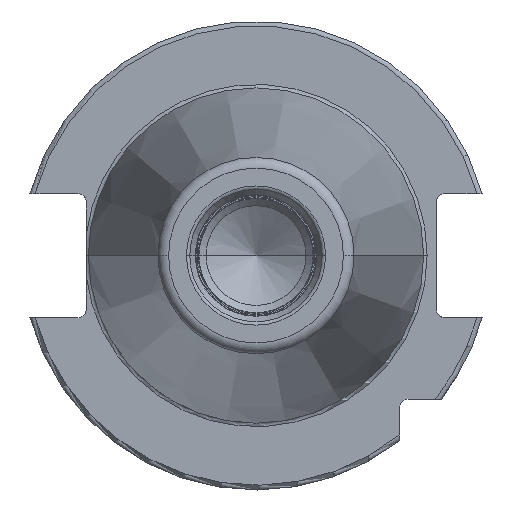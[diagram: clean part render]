
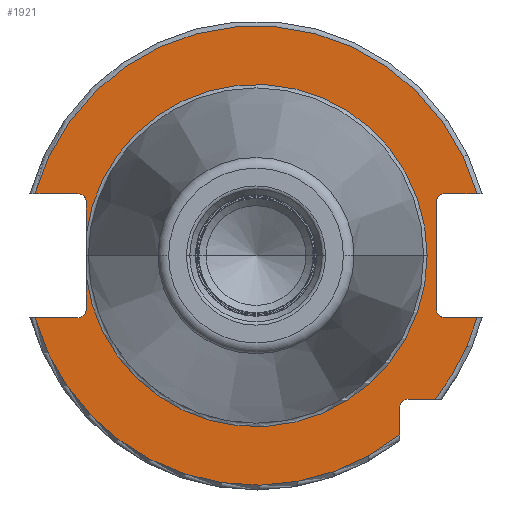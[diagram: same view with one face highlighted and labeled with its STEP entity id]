
A CAD part, left-side view. The second image highlights one B-rep face of the part: STEP entity #1921.
In plain terms, the highlighted planar face has unit normal (-1, 0, 0).
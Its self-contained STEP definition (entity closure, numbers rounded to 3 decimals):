
#105=CARTESIAN_POINT('',(3.2,35.3,-4.415));
#117=CARTESIAN_POINT('',(3.2,0.,0.));
#118=DIRECTION('',(-1.,0.,0.));
#119=DIRECTION('',(0.,0.992,-0.124));
#120=AXIS2_PLACEMENT_3D('',#117,#118,#119);
#126=CARTESIAN_POINT('',(3.2,37.05,-11.15));
#127=DIRECTION('',(1.,0.,0.));
#128=DIRECTION('',(0.,-1.,0.));
#129=AXIS2_PLACEMENT_3D('',#126,#127,#128);
#135=DIRECTION('',(0.,1.,0.));
#136=VECTOR('',#135,6.711);
#137=CARTESIAN_POINT('',(3.2,-45.961,12.9));
#138=LINE('',#137,#136);
#139=DIRECTION('',(0.,0.,1.));
#140=VECTOR('',#139,22.3);
#141=CARTESIAN_POINT('',(3.2,-37.5,-11.15));
#142=LINE('',#141,#140);
#143=DIRECTION('',(0.,1.,0.));
#144=VECTOR('',#143,6.711);
#145=CARTESIAN_POINT('',(3.2,-45.961,-12.9));
#146=LINE('',#145,#144);
#147=CARTESIAN_POINT('',(3.2,0.,0.));
#148=DIRECTION('',(-1.,0.,0.));
#149=DIRECTION('',(0.,-0.78,-0.625));
#150=AXIS2_PLACEMENT_3D('',#147,#148,#149);
#152=DIRECTION('',(0.,-1.,0.));
#153=VECTOR('',#152,5.654);
#154=CARTESIAN_POINT('',(3.2,-31.6,-29.85));
#155=LINE('',#154,#153);
#156=DIRECTION('',(0.,0.,1.));
#157=VECTOR('',#156,5.654);
#158=CARTESIAN_POINT('',(3.2,-29.85,-37.254));
#159=LINE('',#158,#157);
#160=CARTESIAN_POINT('',(3.2,0.,0.));
#161=DIRECTION('',(-1.,0.,0.));
#162=DIRECTION('',(0.,0.963,-0.27));
#163=AXIS2_PLACEMENT_3D('',#160,#161,#162);
#165=DIRECTION('',(0.,-1.,0.));
#166=VECTOR('',#165,8.911);
#167=CARTESIAN_POINT('',(3.2,45.961,-12.9));
#168=LINE('',#167,#166);
#169=DIRECTION('',(0.,0.,-1.));
#170=VECTOR('',#169,6.735);
#171=CARTESIAN_POINT('',(3.2,35.3,-4.415));
#172=LINE('',#171,#170);
#173=DIRECTION('',(0.,0.,-1.));
#174=VECTOR('',#173,6.735);
#175=CARTESIAN_POINT('',(3.2,35.3,11.15));
#176=LINE('',#175,#174);
#177=DIRECTION('',(0.,-1.,0.));
#178=VECTOR('',#177,8.911);
#179=CARTESIAN_POINT('',(3.2,45.961,12.9));
#180=LINE('',#179,#178);
#181=CARTESIAN_POINT('',(3.2,0.,0.));
#182=DIRECTION('',(1.,0.,0.));
#183=DIRECTION('',(0.,0.963,0.27));
#184=AXIS2_PLACEMENT_3D('',#181,#182,#183);
#196=CARTESIAN_POINT('',(3.2,-39.25,11.15));
#197=DIRECTION('',(1.,0.,0.));
#198=DIRECTION('',(0.,1.,0.));
#199=AXIS2_PLACEMENT_3D('',#196,#197,#198);
#441=CARTESIAN_POINT('',(3.2,45.961,-12.9));
#476=CARTESIAN_POINT('',(3.2,-45.961,-12.9));
#483=CARTESIAN_POINT('',(3.2,-37.254,-29.85));
#503=CARTESIAN_POINT('',(3.2,-31.6,-31.6));
#504=DIRECTION('',(1.,0.,0.));
#505=DIRECTION('',(0.,1.,0.));
#506=AXIS2_PLACEMENT_3D('',#503,#504,#505);
#587=CARTESIAN_POINT('',(3.2,37.05,11.15));
#588=DIRECTION('',(1.,0.,0.));
#589=DIRECTION('',(0.,0.,1.));
#590=AXIS2_PLACEMENT_3D('',#587,#588,#589);
#673=CARTESIAN_POINT('',(3.2,45.961,12.9));
#680=CARTESIAN_POINT('',(3.2,-45.961,12.9));
#965=CARTESIAN_POINT('',(3.2,-39.25,-11.15));
#966=DIRECTION('',(1.,0.,0.));
#967=DIRECTION('',(0.,0.,-1.));
#968=AXIS2_PLACEMENT_3D('',#965,#966,#967);
#1166=CARTESIAN_POINT('',(3.2,35.3,4.415));
#1177=CARTESIAN_POINT('',(3.2,0.,0.));
#1178=DIRECTION('',(1.,0.,0.));
#1179=DIRECTION('',(0.,0.992,0.124));
#1180=AXIS2_PLACEMENT_3D('',#1177,#1178,#1179);
#1400=CARTESIAN_POINT('',(3.2,-35.575,0.));
#1402=VERTEX_POINT('',#1400);
#1526=VERTEX_POINT('',#1166);
#1528=VERTEX_POINT('',#105);
#1531=VERTEX_POINT('',#673);
#1532=VERTEX_POINT('',#680);
#1535=VERTEX_POINT('',#441);
#1536=VERTEX_POINT('',#476);
#1559=CARTESIAN_POINT('',(3.2,-29.85,-37.254));
#1560=VERTEX_POINT('',#1559);
#1562=CARTESIAN_POINT('',(3.2,-39.25,-12.9));
#1564=VERTEX_POINT('',#1562);
#1566=CARTESIAN_POINT('',(3.2,-39.25,12.9));
#1568=VERTEX_POINT('',#1566);
#1569=CARTESIAN_POINT('',(3.2,37.05,12.9));
#1570=VERTEX_POINT('',#1569);
#1571=CARTESIAN_POINT('',(3.2,35.3,11.15));
#1572=VERTEX_POINT('',#1571);
#1573=CARTESIAN_POINT('',(3.2,35.3,-11.15));
#1574=VERTEX_POINT('',#1573);
#1575=CARTESIAN_POINT('',(3.2,37.05,-12.9));
#1576=VERTEX_POINT('',#1575);
#1577=CARTESIAN_POINT('',(3.2,-37.5,-11.15));
#1578=CARTESIAN_POINT('',(3.2,-37.5,11.15));
#1579=VERTEX_POINT('',#1577);
#1580=VERTEX_POINT('',#1578);
#1585=CARTESIAN_POINT('',(3.2,-29.85,-31.6));
#1586=CARTESIAN_POINT('',(3.2,-31.6,-29.85));
#1587=VERTEX_POINT('',#1585);
#1588=VERTEX_POINT('',#1586);
#1660=VERTEX_POINT('',#483);
#1881=CARTESIAN_POINT('',(3.2,0.,0.));
#1882=DIRECTION('',(1.,0.,0.));
#1883=DIRECTION('',(0.,-1.,0.));
#1884=AXIS2_PLACEMENT_3D('',#1881,#1882,#1883);
#1885=PLANE('',#1884);
#1887=ORIENTED_EDGE('',*,*,#1886,.T.);
#1889=ORIENTED_EDGE('',*,*,#1888,.F.);
#1891=ORIENTED_EDGE('',*,*,#1890,.F.);
#1893=ORIENTED_EDGE('',*,*,#1892,.F.);
#1895=ORIENTED_EDGE('',*,*,#1894,.F.);
#1897=ORIENTED_EDGE('',*,*,#1896,.F.);
#1899=ORIENTED_EDGE('',*,*,#1898,.F.);
#1901=ORIENTED_EDGE('',*,*,#1900,.F.);
#1903=ORIENTED_EDGE('',*,*,#1902,.F.);
#1905=ORIENTED_EDGE('',*,*,#1904,.F.);
#1906=ORIENTED_EDGE('',*,*,#1852,.T.);
#1907=ORIENTED_EDGE('',*,*,#1841,.F.);
#1908=ORIENTED_EDGE('',*,*,#1826,.F.);
#1909=ORIENTED_EDGE('',*,*,#1803,.T.);
#1911=ORIENTED_EDGE('',*,*,#1910,.F.);
#1912=ORIENTED_EDGE('',*,*,#1821,.F.);
#1914=ORIENTED_EDGE('',*,*,#1913,.F.);
#1916=ORIENTED_EDGE('',*,*,#1915,.F.);
#1918=ORIENTED_EDGE('',*,*,#1917,.T.);
#1919=EDGE_LOOP('',(#1887,#1889,#1891,#1893,#1895,#1897,#1899,#1901,#1903,#1905,
#1906,#1907,#1908,#1909,#1911,#1912,#1914,#1916,#1918));
#1920=FACE_OUTER_BOUND('',#1919,.F.);
#1921=ADVANCED_FACE('',(#1920),#1885,.F.);
#121=CIRCLE('',#120,35.575);
#130=CIRCLE('',#129,1.75);
#151=CIRCLE('',#150,47.738);
#164=CIRCLE('',#163,47.738);
#185=CIRCLE('',#184,47.738);
#200=CIRCLE('',#199,1.75);
#507=CIRCLE('',#506,1.75);
#591=CIRCLE('',#590,1.75);
#969=CIRCLE('',#968,1.75);
#1181=CIRCLE('',#1180,35.575);
#1803=EDGE_CURVE('',#1528,#1402,#121,.T.);
#1821=EDGE_CURVE('',#1572,#1526,#176,.T.);
#1826=EDGE_CURVE('',#1528,#1574,#172,.T.);
#1841=EDGE_CURVE('',#1574,#1576,#130,.T.);
#1852=EDGE_CURVE('',#1535,#1576,#168,.T.);
#1886=EDGE_CURVE('',#1532,#1568,#138,.T.);
#1888=EDGE_CURVE('',#1580,#1568,#200,.T.);
#1890=EDGE_CURVE('',#1579,#1580,#142,.T.);
#1892=EDGE_CURVE('',#1564,#1579,#969,.T.);
#1894=EDGE_CURVE('',#1536,#1564,#146,.T.);
#1896=EDGE_CURVE('',#1660,#1536,#151,.T.);
#1898=EDGE_CURVE('',#1588,#1660,#155,.T.);
#1900=EDGE_CURVE('',#1587,#1588,#507,.T.);
#1902=EDGE_CURVE('',#1560,#1587,#159,.T.);
#1904=EDGE_CURVE('',#1535,#1560,#164,.T.);
#1910=EDGE_CURVE('',#1526,#1402,#1181,.T.);
#1913=EDGE_CURVE('',#1570,#1572,#591,.T.);
#1915=EDGE_CURVE('',#1531,#1570,#180,.T.);
#1917=EDGE_CURVE('',#1531,#1532,#185,.T.);
